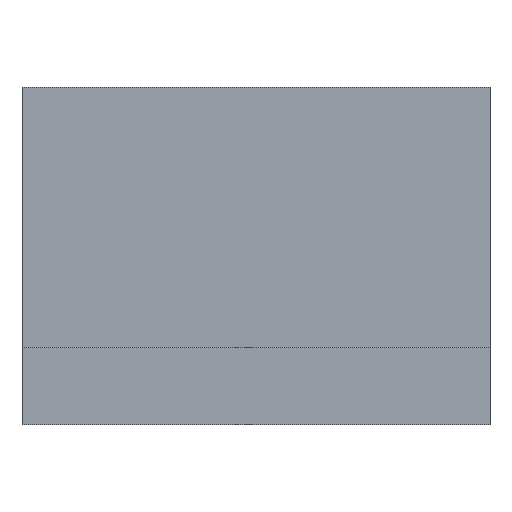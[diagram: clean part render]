
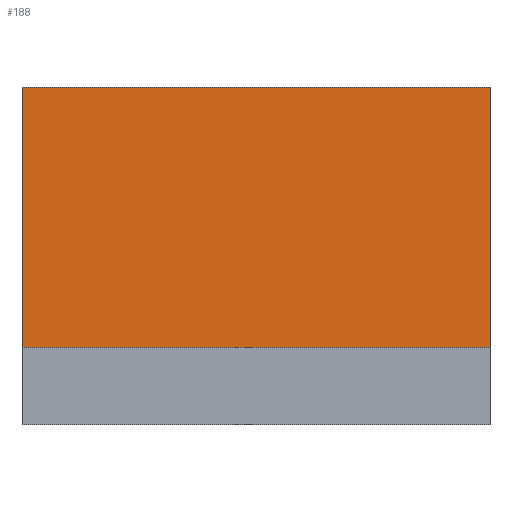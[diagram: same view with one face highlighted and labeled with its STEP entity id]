
A CAD part, top view. The second image highlights one B-rep face of the part: STEP entity #188.
In plain terms, the highlighted planar face has unit normal (0, 0, 1).
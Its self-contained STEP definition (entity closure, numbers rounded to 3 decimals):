
#36=ORIENTED_EDGE('',*,*,#84,.F.);
#37=ORIENTED_EDGE('',*,*,#72,.F.);
#38=ORIENTED_EDGE('',*,*,#85,.F.);
#39=ORIENTED_EDGE('',*,*,#80,.F.);
#72=EDGE_CURVE('',#96,#97,#112,.T.);
#80=EDGE_CURVE('',#104,#105,#120,.T.);
#84=EDGE_CURVE('',#97,#104,#124,.T.);
#85=EDGE_CURVE('',#105,#96,#125,.T.);
#96=VERTEX_POINT('',#277);
#97=VERTEX_POINT('',#279);
#104=VERTEX_POINT('',#294);
#105=VERTEX_POINT('',#296);
#112=LINE('',#278,#136);
#120=LINE('',#295,#144);
#124=LINE('',#303,#148);
#125=LINE('',#304,#149);
#136=VECTOR('',#229,1000.);
#144=VECTOR('',#239,1000.);
#148=VECTOR('',#245,1000.);
#149=VECTOR('',#246,1000.);
#158=EDGE_LOOP('',(#36,#37,#38,#39));
#168=FACE_BOUND('',#158,.T.);
#178=PLANE('',#213);
#188=ADVANCED_FACE('',(#168),#178,.F.);
#213=AXIS2_PLACEMENT_3D('',#302,#243,#244);
#229=DIRECTION('',(0.,-1.,0.));
#239=DIRECTION('',(0.,1.,0.));
#243=DIRECTION('',(0.,0.,-1.));
#244=DIRECTION('',(-1.,0.,0.));
#245=DIRECTION('',(-1.,0.,0.));
#246=DIRECTION('',(1.,0.,0.));
#277=CARTESIAN_POINT('',(13.322,9.601,1.575));
#278=CARTESIAN_POINT('',(13.322,9.601,1.575));
#279=CARTESIAN_POINT('',(13.322,-5.207,1.575));
#294=CARTESIAN_POINT('',(-13.322,-5.207,1.575));
#295=CARTESIAN_POINT('',(-13.322,-9.601,1.575));
#296=CARTESIAN_POINT('',(-13.322,9.601,1.575));
#302=CARTESIAN_POINT('',(0.,0.,1.575));
#303=CARTESIAN_POINT('',(13.322,-5.207,1.575));
#304=CARTESIAN_POINT('',(-13.322,9.601,1.575));
